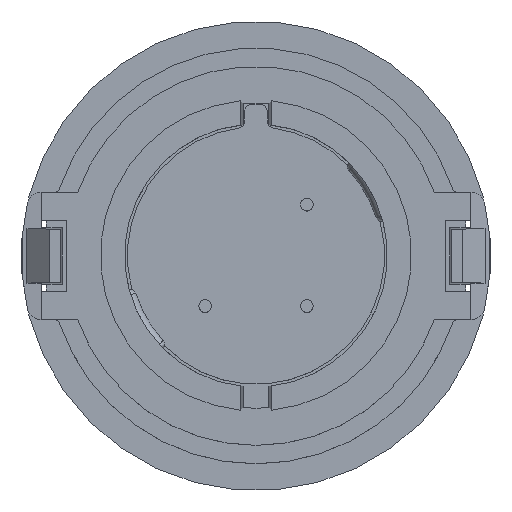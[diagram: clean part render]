
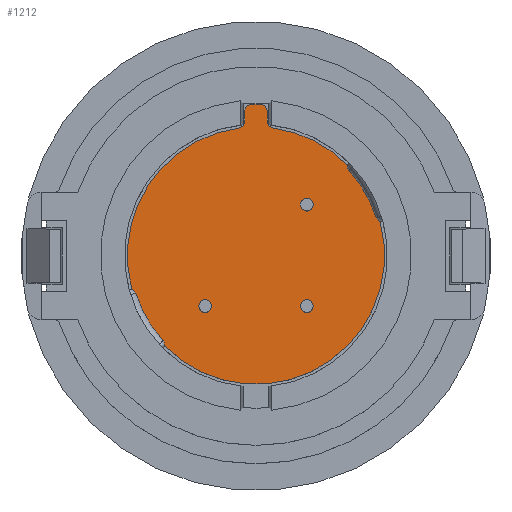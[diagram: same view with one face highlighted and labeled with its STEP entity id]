
A CAD part, top view. The second image highlights one B-rep face of the part: STEP entity #1212.
In plain terms, the highlighted planar face has unit normal (0, 0, 1).
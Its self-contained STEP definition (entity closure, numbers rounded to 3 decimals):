
#140 = CARTESIAN_POINT ( 'NONE',  ( -0.4, 4.756, 8.4 ) ) ;
#201 = EDGE_CURVE ( 'NONE', #2279, #1501, #4403, .T. ) ;
#212 = VERTEX_POINT ( 'NONE', #5668 ) ;
#461 = DIRECTION ( 'NONE',  ( 0., 0., 1. ) ) ;
#576 = EDGE_CURVE ( 'NONE', #3738, #4519, #6000, .T. ) ;
#772 = DIRECTION ( 'NONE',  ( 0., 0., -1. ) ) ;
#1012 = EDGE_CURVE ( 'NONE', #6074, #2279, #3762, .T. ) ;
#1212 = ADVANCED_FACE ( 'NONE', ( #10893 ), #6706, .F. ) ;
#1413 = CARTESIAN_POINT ( 'NONE',  ( 0.616, 4.508, 8.4 ) ) ;
#1501 = VERTEX_POINT ( 'NONE', #2739 ) ;
#1591 = EDGE_CURVE ( 'NONE', #3738, #12606, #6772, .T. ) ;
#1738 = CIRCLE ( 'NONE', #9161, 4.55 ) ;
#2115 = DIRECTION ( 'NONE',  ( 0., 0., -1. ) ) ;
#2247 = DIRECTION ( 'NONE',  ( 0.707, 0.707, 0. ) ) ;
#2252 = CARTESIAN_POINT ( 'NONE',  ( 0.4, 4.756, 8.4 ) ) ;
#2279 = VERTEX_POINT ( 'NONE', #12374 ) ;
#2443 = CARTESIAN_POINT ( 'NONE',  ( -0.4, 4.532, 8.4 ) ) ;
#2672 = DIRECTION ( 'NONE',  ( 0., 0., -1. ) ) ;
#2675 = DIRECTION ( 'NONE',  ( 0.707, 0.707, 0. ) ) ;
#2739 = CARTESIAN_POINT ( 'NONE',  ( 0.327, 5.277, 8.4 ) ) ;
#2760 = DIRECTION ( 'NONE',  ( 0., 0., 1. ) ) ;
#2877 = EDGE_CURVE ( 'NONE', #212, #7050, #8979, .T. ) ;
#3095 = ORIENTED_EDGE ( 'NONE', *, *, #4481, .T. ) ;
#3236 = CARTESIAN_POINT ( 'NONE',  ( 0., 0., 8.4 ) ) ;
#3276 = ORIENTED_EDGE ( 'NONE', *, *, #576, .T. ) ;
#3738 = VERTEX_POINT ( 'NONE', #1413 ) ;
#3762 = LINE ( 'NONE', #8794, #10890 ) ;
#4027 = DIRECTION ( 'NONE',  ( 0.707, 0.707, 0. ) ) ;
#4132 = DIRECTION ( 'NONE',  ( 0., 0., -1. ) ) ;
#4141 = CIRCLE ( 'NONE', #4610, 4.55 ) ;
#4318 = DIRECTION ( 'NONE',  ( 0.707, 0.707, 0. ) ) ;
#4403 = CIRCLE ( 'NONE', #7986, 0.25 ) ;
#4410 = EDGE_CURVE ( 'NONE', #8349, #9127, #4141, .T. ) ;
#4481 = EDGE_CURVE ( 'NONE', #8793, #8247, #7924, .T. ) ;
#4519 = VERTEX_POINT ( 'NONE', #6340 ) ;
#4534 = ORIENTED_EDGE ( 'NONE', *, *, #6705, .T. ) ;
#4610 = AXIS2_PLACEMENT_3D ( 'NONE', #3236, #2115, #6253 ) ;
#4702 = CARTESIAN_POINT ( 'NONE',  ( 0.65, 4.756, 8.4 ) ) ;
#4767 = AXIS2_PLACEMENT_3D ( 'NONE', #4702, #772, #10858 ) ;
#5009 = CARTESIAN_POINT ( 'NONE',  ( 0., 0., 8.4 ) ) ;
#5121 = AXIS2_PLACEMENT_3D ( 'NONE', #5009, #4132, #11212 ) ;
#5258 = CARTESIAN_POINT ( 'NONE',  ( -0.65, 4.756, 8.4 ) ) ;
#5349 = DIRECTION ( 'NONE',  ( 0., 0., -1. ) ) ;
#5458 = ORIENTED_EDGE ( 'NONE', *, *, #201, .T. ) ;
#5652 = ORIENTED_EDGE ( 'NONE', *, *, #4410, .F. ) ;
#5668 = CARTESIAN_POINT ( 'NONE',  ( -0.4, 5.1, 8.4 ) ) ;
#5939 = CARTESIAN_POINT ( 'NONE',  ( 0.15, 5.1, 8.4 ) ) ;
#6000 = CIRCLE ( 'NONE', #4767, 0.25 ) ;
#6074 = VERTEX_POINT ( 'NONE', #2252 ) ;
#6253 = DIRECTION ( 'NONE',  ( 0.707, 0.707, 0. ) ) ;
#6340 = CARTESIAN_POINT ( 'NONE',  ( 0.473, 4.579, 8.4 ) ) ;
#6390 = AXIS2_PLACEMENT_3D ( 'NONE', #7735, #2672, #9793 ) ;
#6642 = CARTESIAN_POINT ( 'NONE',  ( -0.15, 5.1, 8.4 ) ) ;
#6705 = EDGE_CURVE ( 'NONE', #1501, #8793, #7031, .T. ) ;
#6706 = PLANE ( 'NONE',  #6390 ) ;
#6772 = CIRCLE ( 'NONE', #5121, 4.55 ) ;
#6849 = ORIENTED_EDGE ( 'NONE', *, *, #1012, .T. ) ;
#6961 = VECTOR ( 'NONE', #8155, 1000. ) ;
#7018 = CIRCLE ( 'NONE', #12631, 0.25 ) ;
#7031 = CIRCLE ( 'NONE', #11256, 0.25 ) ;
#7050 = VERTEX_POINT ( 'NONE', #140 ) ;
#7069 = VECTOR ( 'NONE', #9682, 1000. ) ;
#7220 = CARTESIAN_POINT ( 'NONE',  ( -0.15, 5.35, 8.4 ) ) ;
#7292 = CARTESIAN_POINT ( 'NONE',  ( 0.65, 4.756, 8.4 ) ) ;
#7399 = EDGE_CURVE ( 'NONE', #4519, #6074, #7018, .T. ) ;
#7735 = CARTESIAN_POINT ( 'NONE',  ( 0., 0., 8.4 ) ) ;
#7812 = DIRECTION ( 'NONE',  ( 0., 1., 0. ) ) ;
#7918 = DIRECTION ( 'NONE',  ( 0., 0., 1. ) ) ;
#7924 = LINE ( 'NONE', #7220, #6961 ) ;
#7986 = AXIS2_PLACEMENT_3D ( 'NONE', #12713, #2760, #2675 ) ;
#8155 = DIRECTION ( 'NONE',  ( -1., 0., 0. ) ) ;
#8247 = VERTEX_POINT ( 'NONE', #11864 ) ;
#8279 = DIRECTION ( 'NONE',  ( 0.707, 0.707, 0. ) ) ;
#8338 = CARTESIAN_POINT ( 'NONE',  ( 0., 0., 8.4 ) ) ;
#8349 = VERTEX_POINT ( 'NONE', #10935 ) ;
#8450 = CARTESIAN_POINT ( 'NONE',  ( 0.15, 5.35, 8.4 ) ) ;
#8793 = VERTEX_POINT ( 'NONE', #8450 ) ;
#8794 = CARTESIAN_POINT ( 'NONE',  ( 0.4, 5.1, 8.4 ) ) ;
#8939 = ORIENTED_EDGE ( 'NONE', *, *, #2877, .T. ) ;
#8979 = LINE ( 'NONE', #2443, #7069 ) ;
#9120 = EDGE_LOOP ( 'NONE', ( #12141, #3276, #12504, #6849, #5458, #4534, #3095, #11780, #8939, #12705, #5652, #10367 ) ) ;
#9127 = VERTEX_POINT ( 'NONE', #9488 ) ;
#9161 = AXIS2_PLACEMENT_3D ( 'NONE', #8338, #11467, #2247 ) ;
#9488 = CARTESIAN_POINT ( 'NONE',  ( -0.616, 4.508, 8.4 ) ) ;
#9682 = DIRECTION ( 'NONE',  ( 0., -1., 0. ) ) ;
#9793 = DIRECTION ( 'NONE',  ( 0.707, 0.707, 0. ) ) ;
#10022 = CIRCLE ( 'NONE', #13072, 0.25 ) ;
#10367 = ORIENTED_EDGE ( 'NONE', *, *, #12189, .F. ) ;
#10378 = EDGE_CURVE ( 'NONE', #8247, #212, #12764, .T. ) ;
#10447 = DIRECTION ( 'NONE',  ( 0., 0., -1. ) ) ;
#10633 = DIRECTION ( 'NONE',  ( 0.707, 0.707, 0. ) ) ;
#10858 = DIRECTION ( 'NONE',  ( 0.707, 0.707, 0. ) ) ;
#10890 = VECTOR ( 'NONE', #7812, 1000. ) ;
#10893 = FACE_OUTER_BOUND ( 'NONE', #9120, .T. ) ;
#10935 = CARTESIAN_POINT ( 'NONE',  ( -3.217, -3.217, 8.4 ) ) ;
#11035 = EDGE_CURVE ( 'NONE', #7050, #9127, #10022, .T. ) ;
#11212 = DIRECTION ( 'NONE',  ( 0.707, 0.707, 0. ) ) ;
#11256 = AXIS2_PLACEMENT_3D ( 'NONE', #5939, #7918, #4027 ) ;
#11307 = CARTESIAN_POINT ( 'NONE',  ( 3.217, 3.217, 8.4 ) ) ;
#11467 = DIRECTION ( 'NONE',  ( 0., 0., -1. ) ) ;
#11780 = ORIENTED_EDGE ( 'NONE', *, *, #10378, .T. ) ;
#11864 = CARTESIAN_POINT ( 'NONE',  ( -0.15, 5.35, 8.4 ) ) ;
#11944 = AXIS2_PLACEMENT_3D ( 'NONE', #6642, #461, #10633 ) ;
#12141 = ORIENTED_EDGE ( 'NONE', *, *, #1591, .F. ) ;
#12189 = EDGE_CURVE ( 'NONE', #12606, #8349, #1738, .T. ) ;
#12374 = CARTESIAN_POINT ( 'NONE',  ( 0.4, 5.1, 8.4 ) ) ;
#12504 = ORIENTED_EDGE ( 'NONE', *, *, #7399, .T. ) ;
#12606 = VERTEX_POINT ( 'NONE', #11307 ) ;
#12631 = AXIS2_PLACEMENT_3D ( 'NONE', #7292, #10447, #4318 ) ;
#12705 = ORIENTED_EDGE ( 'NONE', *, *, #11035, .T. ) ;
#12713 = CARTESIAN_POINT ( 'NONE',  ( 0.15, 5.1, 8.4 ) ) ;
#12764 = CIRCLE ( 'NONE', #11944, 0.25 ) ;
#13072 = AXIS2_PLACEMENT_3D ( 'NONE', #5258, #5349, #8279 ) ;
